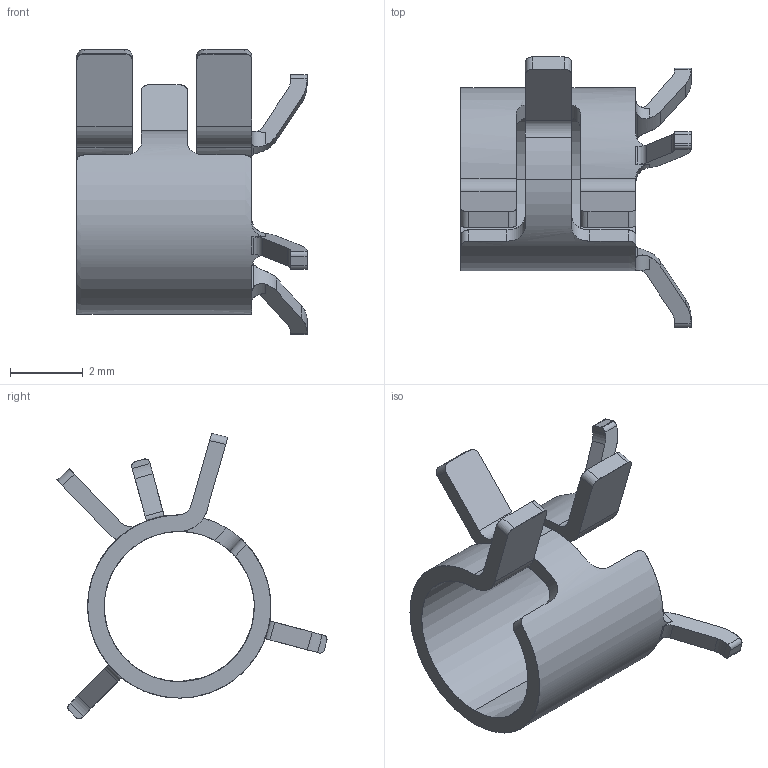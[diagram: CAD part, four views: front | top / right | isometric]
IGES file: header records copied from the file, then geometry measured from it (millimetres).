
Start section: SolidWorks IGES file using analytic representation for surfaces
Global section: file name: STEP;RTN 250.IGS; native system: SolidWorks 2010; preprocessor: SolidWorks 2010; author: Engineering; date: 110210.091939; units: inch
Bounding box: 6.35 x 7.45 x 7.87 mm (x, y, z)
Surface area: 188.3 mm2 (no closed solid volume)
Topology: 0 solids, 0 shells, 106 faces, 964 edges, 964 vertices
Faces by surface type: bspline 56, revolution 50
